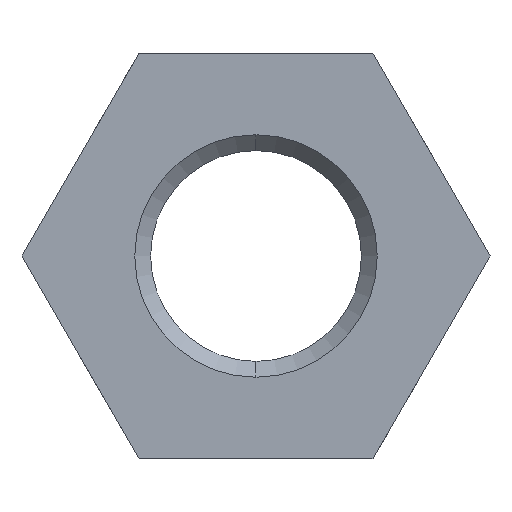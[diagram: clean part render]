
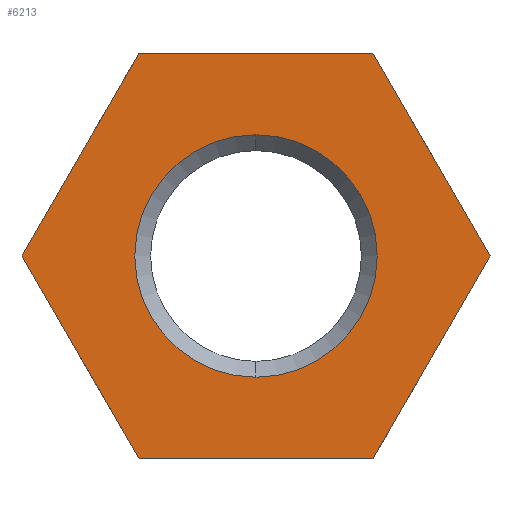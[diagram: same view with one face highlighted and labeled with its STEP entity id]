
A CAD part, left-side view. The second image highlights one B-rep face of the part: STEP entity #6213.
In plain terms, the highlighted planar face has unit normal (-1, 0, 0).
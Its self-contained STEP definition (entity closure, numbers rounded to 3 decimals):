
#17 = DIRECTION ( 'NONE',  ( 0., -0.5, 0.866 ) ) ;
#58 = CARTESIAN_POINT ( 'NONE',  ( -6., 6.351, -11. ) ) ;
#81 = CIRCLE ( 'NONE', #945, 6.58 ) ;
#291 = DIRECTION ( 'NONE',  ( 0., 1., 0. ) ) ;
#417 = CARTESIAN_POINT ( 'NONE',  ( -6., -2.974, -27.151 ) ) ;
#473 = DIRECTION ( 'NONE',  ( 1., 0., 0. ) ) ;
#515 = VECTOR ( 'NONE', #6570, 1000. ) ;
#626 = CIRCLE ( 'NONE', #5785, 6.58 ) ;
#945 = AXIS2_PLACEMENT_3D ( 'NONE', #7493, #1701, #8603 ) ;
#1067 = VERTEX_POINT ( 'NONE', #58 ) ;
#1165 = EDGE_CURVE ( 'NONE', #11106, #6047, #11794, .T. ) ;
#1340 = EDGE_CURVE ( 'NONE', #11543, #1067, #7475, .T. ) ;
#1395 = ORIENTED_EDGE ( 'NONE', *, *, #9902, .T. ) ;
#1564 = EDGE_CURVE ( 'NONE', #10757, #11543, #8707, .T. ) ;
#1565 = VERTEX_POINT ( 'NONE', #4810 ) ;
#1701 = DIRECTION ( 'NONE',  ( 1., 0., 0. ) ) ;
#1737 = CARTESIAN_POINT ( 'NONE',  ( -6., -12.702, 0. ) ) ;
#2054 = EDGE_CURVE ( 'NONE', #11627, #10757, #9335, .T. ) ;
#2591 = ORIENTED_EDGE ( 'NONE', *, *, #2054, .F. ) ;
#2983 = VECTOR ( 'NONE', #9204, 1000. ) ;
#3383 = DIRECTION ( 'NONE',  ( 0., -1., 0. ) ) ;
#3398 = DIRECTION ( 'NONE',  ( 0., 0., -1. ) ) ;
#3900 = CARTESIAN_POINT ( 'NONE',  ( -6., 6.351, 11. ) ) ;
#4155 = DIRECTION ( 'NONE',  ( 0., 0.5, 0.866 ) ) ;
#4303 = ORIENTED_EDGE ( 'NONE', *, *, #8393, .F. ) ;
#4780 = LINE ( 'NONE', #417, #6783 ) ;
#4810 = CARTESIAN_POINT ( 'NONE',  ( -6., 0., 6.58 ) ) ;
#5248 = DIRECTION ( 'NONE',  ( 0., 0., 1. ) ) ;
#5465 = FACE_BOUND ( 'NONE', #6458, .T. ) ;
#5502 = CARTESIAN_POINT ( 'NONE',  ( -6., 25., 11. ) ) ;
#5785 = AXIS2_PLACEMENT_3D ( 'NONE', #12151, #473, #3398 ) ;
#5905 = CARTESIAN_POINT ( 'NONE',  ( -6., 22.026, -16.151 ) ) ;
#5919 = VECTOR ( 'NONE', #291, 1000. ) ;
#5946 = CARTESIAN_POINT ( 'NONE',  ( -6., 12.702, 0. ) ) ;
#5950 = CARTESIAN_POINT ( 'NONE',  ( -6., 0., -6.58 ) ) ;
#6047 = VERTEX_POINT ( 'NONE', #3900 ) ;
#6213 = ADVANCED_FACE ( 'NONE', ( #11641, #5465 ), #10379, .T. ) ;
#6458 = EDGE_LOOP ( 'NONE', ( #9242, #1395 ) ) ;
#6465 = LINE ( 'NONE', #5502, #8806 ) ;
#6570 = DIRECTION ( 'NONE',  ( 0., 0.5, -0.866 ) ) ;
#6783 = VECTOR ( 'NONE', #4155, 1000. ) ;
#6894 = CARTESIAN_POINT ( 'NONE',  ( -6., -6.351, -11. ) ) ;
#7044 = ORIENTED_EDGE ( 'NONE', *, *, #1165, .F. ) ;
#7475 = LINE ( 'NONE', #8984, #5919 ) ;
#7493 = CARTESIAN_POINT ( 'NONE',  ( -6., 0., 0. ) ) ;
#7725 = EDGE_CURVE ( 'NONE', #1565, #9079, #626, .T. ) ;
#8214 = EDGE_CURVE ( 'NONE', #1067, #11106, #4780, .T. ) ;
#8247 = CARTESIAN_POINT ( 'NONE',  ( -6., 17.72, 0. ) ) ;
#8393 = EDGE_CURVE ( 'NONE', #6047, #11627, #6465, .T. ) ;
#8603 = DIRECTION ( 'NONE',  ( 0., 0., -1. ) ) ;
#8707 = LINE ( 'NONE', #12382, #515 ) ;
#8806 = VECTOR ( 'NONE', #3383, 1000. ) ;
#8984 = CARTESIAN_POINT ( 'NONE',  ( -6., -25., -11. ) ) ;
#9079 = VERTEX_POINT ( 'NONE', #5950 ) ;
#9150 = ORIENTED_EDGE ( 'NONE', *, *, #1340, .F. ) ;
#9204 = DIRECTION ( 'NONE',  ( 0., -0.5, -0.866 ) ) ;
#9223 = ORIENTED_EDGE ( 'NONE', *, *, #8214, .F. ) ;
#9242 = ORIENTED_EDGE ( 'NONE', *, *, #7725, .T. ) ;
#9281 = AXIS2_PLACEMENT_3D ( 'NONE', #8247, #11138, #5248 ) ;
#9335 = LINE ( 'NONE', #11104, #2983 ) ;
#9360 = VECTOR ( 'NONE', #17, 1000. ) ;
#9902 = EDGE_CURVE ( 'NONE', #9079, #1565, #81, .T. ) ;
#9976 = EDGE_LOOP ( 'NONE', ( #9223, #9150, #10312, #2591, #4303, #7044 ) ) ;
#10205 = CARTESIAN_POINT ( 'NONE',  ( -6., -6.351, 11. ) ) ;
#10312 = ORIENTED_EDGE ( 'NONE', *, *, #1564, .F. ) ;
#10379 = PLANE ( 'NONE',  #9281 ) ;
#10757 = VERTEX_POINT ( 'NONE', #1737 ) ;
#11104 = CARTESIAN_POINT ( 'NONE',  ( -6., 2.974, 27.151 ) ) ;
#11106 = VERTEX_POINT ( 'NONE', #5946 ) ;
#11138 = DIRECTION ( 'NONE',  ( -1., 0., 0. ) ) ;
#11543 = VERTEX_POINT ( 'NONE', #6894 ) ;
#11627 = VERTEX_POINT ( 'NONE', #10205 ) ;
#11641 = FACE_OUTER_BOUND ( 'NONE', #9976, .T. ) ;
#11794 = LINE ( 'NONE', #5905, #9360 ) ;
#12151 = CARTESIAN_POINT ( 'NONE',  ( -6., 0., 0. ) ) ;
#12382 = CARTESIAN_POINT ( 'NONE',  ( -6., -22.026, 16.151 ) ) ;
